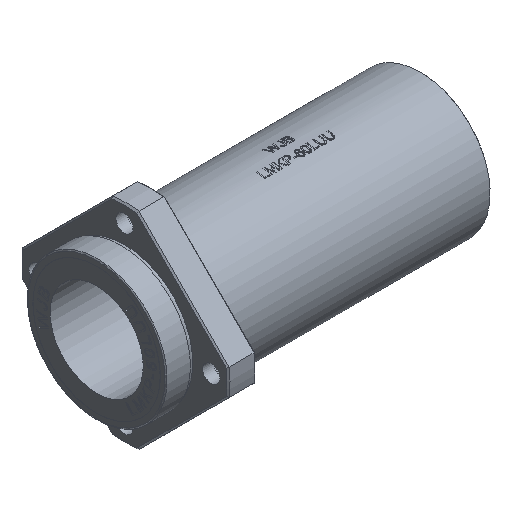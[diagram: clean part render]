
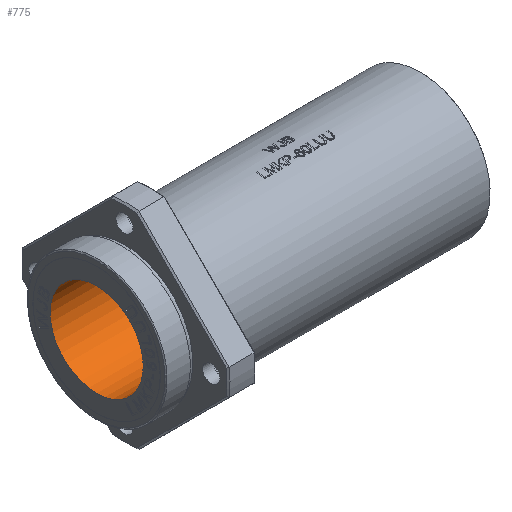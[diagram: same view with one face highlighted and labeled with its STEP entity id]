
A CAD part, isometric view. The second image highlights one B-rep face of the part: STEP entity #775.
In plain terms, the highlighted cylindrical face has radius 30 mm (diameter 60 mm), a full revolution.
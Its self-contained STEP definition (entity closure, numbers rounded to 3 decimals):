
#775=ADVANCED_FACE('',(#2466,#2467),#1168,.F.);
#1168=CYLINDRICAL_SURFACE('',#7297,30.);
#1218=CIRCLE('',#7270,30.);
#1219=CIRCLE('',#7271,30.);
#1220=CIRCLE('',#7273,30.);
#1221=CIRCLE('',#7274,30.);
#2466=FACE_BOUND('',#2603,.T.);
#2467=FACE_BOUND('',#2604,.T.);
#2603=EDGE_LOOP('',(#3367,#3368));
#2604=EDGE_LOOP('',(#3369,#3370));
#3367=ORIENTED_EDGE('',*,*,#5976,.T.);
#3368=ORIENTED_EDGE('',*,*,#5977,.T.);
#3369=ORIENTED_EDGE('',*,*,#5847,.F.);
#3370=ORIENTED_EDGE('',*,*,#5848,.F.);
#5163=VERTEX_POINT('',#9874);
#5164=VERTEX_POINT('',#9875);
#5292=VERTEX_POINT('',#10485);
#5293=VERTEX_POINT('',#10486);
#5847=EDGE_CURVE('',#5163,#5164,#1218,.T.);
#5848=EDGE_CURVE('',#5164,#5163,#1219,.T.);
#5976=EDGE_CURVE('',#5292,#5293,#1220,.T.);
#5977=EDGE_CURVE('',#5293,#5292,#1221,.T.);
#7270=AXIS2_PLACEMENT_3D('',#9873,#7745,#7746);
#7271=AXIS2_PLACEMENT_3D('',#9876,#7747,#7748);
#7273=AXIS2_PLACEMENT_3D('',#10484,#7842,#7843);
#7274=AXIS2_PLACEMENT_3D('',#10487,#7844,#7845);
#7297=AXIS2_PLACEMENT_3D('',#10937,#7911,#7912);
#7745=DIRECTION('',(-1.,0.,0.));
#7746=DIRECTION('',(0.,0.,-1.));
#7747=DIRECTION('',(-1.,0.,0.));
#7748=DIRECTION('',(0.,0.,-1.));
#7842=DIRECTION('',(-1.,0.,0.));
#7843=DIRECTION('',(0.,0.,1.));
#7844=DIRECTION('',(-1.,0.,0.));
#7845=DIRECTION('',(0.,0.,1.));
#7911=DIRECTION('',(1.,0.,0.));
#7912=DIRECTION('',(0.,0.,1.));
#9873=CARTESIAN_POINT('',(190.9,0.,0.));
#9874=CARTESIAN_POINT('',(190.9,0.,30.));
#9875=CARTESIAN_POINT('',(190.9,0.,-30.));
#9876=CARTESIAN_POINT('',(190.9,0.,0.));
#10484=CARTESIAN_POINT('',(-17.9,0.,0.));
#10485=CARTESIAN_POINT('',(-17.9,0.,30.));
#10486=CARTESIAN_POINT('',(-17.9,0.,-30.));
#10487=CARTESIAN_POINT('',(-17.9,0.,0.));
#10937=CARTESIAN_POINT('',(-91.9,0.,0.));
